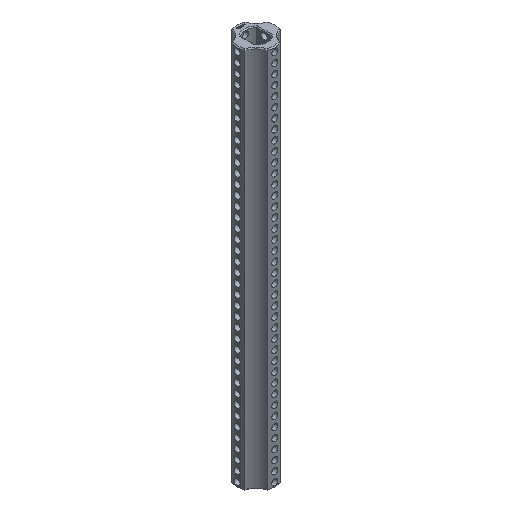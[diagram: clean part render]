
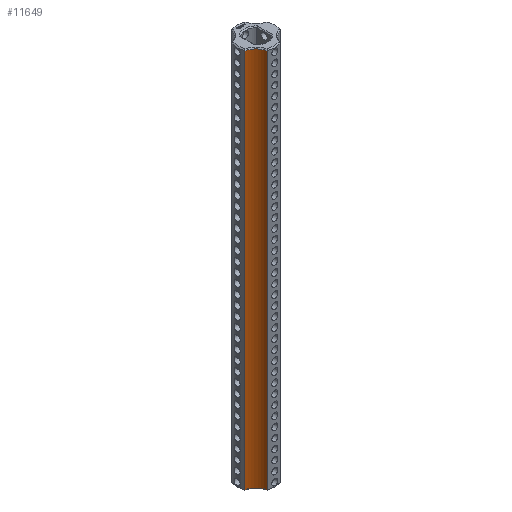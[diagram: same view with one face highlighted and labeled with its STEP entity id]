
A CAD part, isometric view. The second image highlights one B-rep face of the part: STEP entity #11649.
In plain terms, the highlighted cylindrical face has radius 5 mm (diameter 10 mm), a partial arc.
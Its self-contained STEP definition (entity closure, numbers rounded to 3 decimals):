
#4169 = EDGE_CURVE('',#4170,#4172,#4174,.T.);
#4170 = VERTEX_POINT('',#4171);
#4171 = CARTESIAN_POINT('',(-2.225,-5.841,0.3));
#4172 = VERTEX_POINT('',#4173);
#4173 = CARTESIAN_POINT('',(-2.225,-5.841,124.7));
#4174 = LINE('',#4175,#4176);
#4175 = CARTESIAN_POINT('',(-2.225,-5.841,0.));
#4176 = VECTOR('',#4177,1.);
#4177 = DIRECTION('',(0.,0.,1.));
#11649 = ADVANCED_FACE('',(#11650),#11677,.F.);
#11650 = FACE_BOUND('',#11651,.T.);
#11651 = EDGE_LOOP('',(#11652,#11653,#11662,#11670));
#11652 = ORIENTED_EDGE('',*,*,#4169,.T.);
#11653 = ORIENTED_EDGE('',*,*,#11654,.T.);
#11654 = EDGE_CURVE('',#4172,#11655,#11657,.T.);
#11655 = VERTEX_POINT('',#11656);
#11656 = CARTESIAN_POINT('',(-5.841,-2.225,124.7));
#11657 = CIRCLE('',#11658,5.);
#11658 = AXIS2_PLACEMENT_3D('',#11659,#11660,#11661);
#11659 = CARTESIAN_POINT('',(-7.071,-7.071,124.7));
#11660 = DIRECTION('',(0.,-0.,1.));
#11661 = DIRECTION('',(0.969,0.246,0.));
#11662 = ORIENTED_EDGE('',*,*,#11663,.F.);
#11663 = EDGE_CURVE('',#11664,#11655,#11666,.T.);
#11664 = VERTEX_POINT('',#11665);
#11665 = CARTESIAN_POINT('',(-5.841,-2.225,0.3));
#11666 = LINE('',#11667,#11668);
#11667 = CARTESIAN_POINT('',(-5.841,-2.225,0.));
#11668 = VECTOR('',#11669,1.);
#11669 = DIRECTION('',(0.,0.,1.));
#11670 = ORIENTED_EDGE('',*,*,#11671,.F.);
#11671 = EDGE_CURVE('',#4170,#11664,#11672,.T.);
#11672 = CIRCLE('',#11673,5.);
#11673 = AXIS2_PLACEMENT_3D('',#11674,#11675,#11676);
#11674 = CARTESIAN_POINT('',(-7.071,-7.071,0.3));
#11675 = DIRECTION('',(0.,-0.,1.));
#11676 = DIRECTION('',(0.969,0.246,0.));
#11677 = CYLINDRICAL_SURFACE('',#11678,5.);
#11678 = AXIS2_PLACEMENT_3D('',#11679,#11680,#11681);
#11679 = CARTESIAN_POINT('',(-7.071,-7.071,0.));
#11680 = DIRECTION('',(-0.,-0.,-1.));
#11681 = DIRECTION('',(1.,0.,0.));
